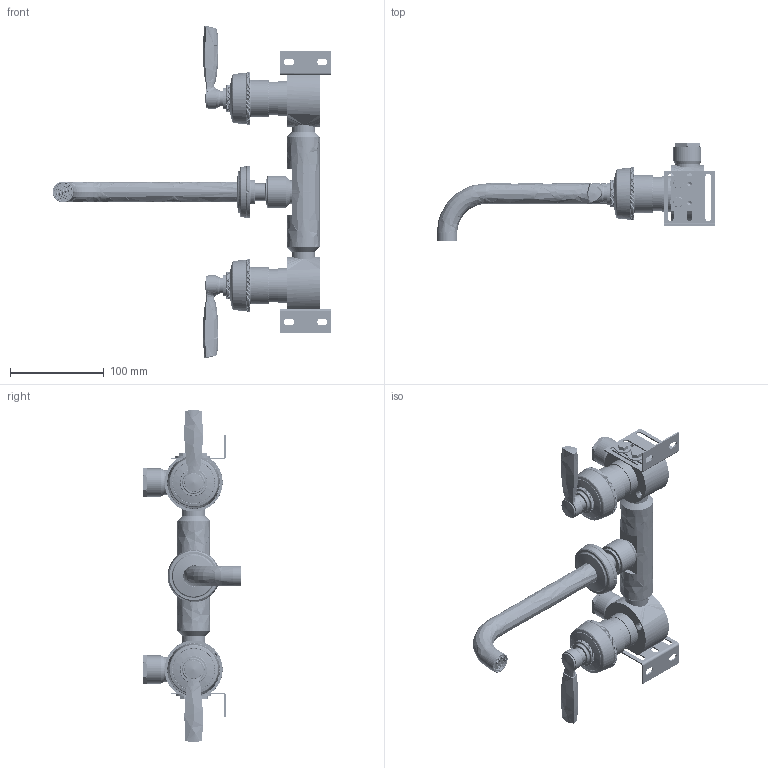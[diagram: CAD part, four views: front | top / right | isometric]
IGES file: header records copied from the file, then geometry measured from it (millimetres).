
Global section: file name: T11KA17-2LB; native system: Autodesk Inventor 2024; preprocessor: unknown; author: kwhieldon; date: 20240529.095558; units: millimetre
Bounding box: 297.85 x 105.5 x 355 mm (x, y, z)
Volume: 546547.3 mm3; surface area: 275354.7 mm2
Topology: 79 solids, 79 shells, 14668 faces, 33280 edges, 18922 vertices
Faces by surface type: bspline 14668
